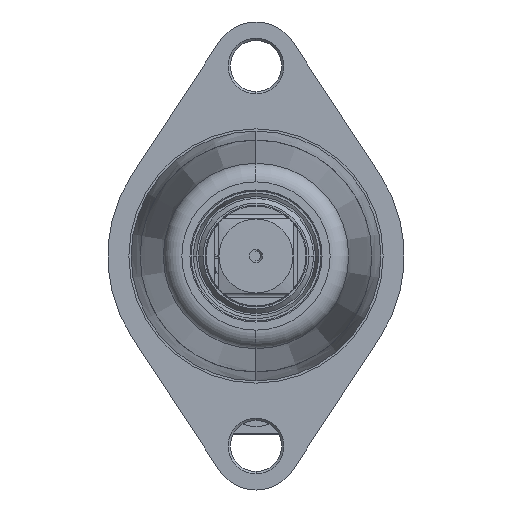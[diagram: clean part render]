
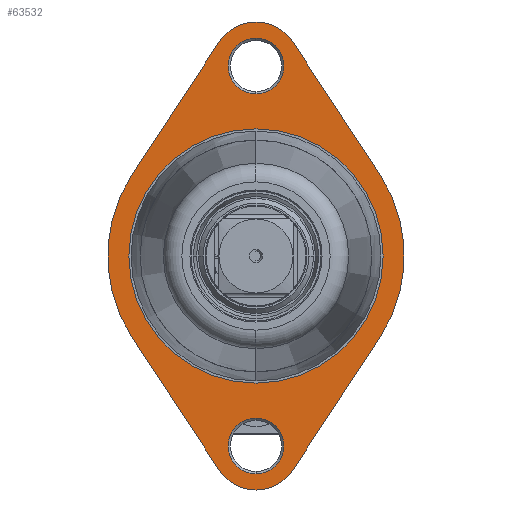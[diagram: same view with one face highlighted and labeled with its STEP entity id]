
A CAD part, left-side view. The second image highlights one B-rep face of the part: STEP entity #63532.
In plain terms, the highlighted planar face has unit normal (-1, 0, 0).
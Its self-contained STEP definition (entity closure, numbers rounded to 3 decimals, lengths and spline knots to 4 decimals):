
#61968=CARTESIAN_POINT('',(-20.6994,0.005,0.));
#61969=DIRECTION('',(-1.,0.,0.));
#61970=DIRECTION('',(0.,0.,1.));
#61971=AXIS2_PLACEMENT_3D('',#61968,#61969,#61970);
#61973=CARTESIAN_POINT('',(-20.6994,0.005,0.));
#61974=DIRECTION('',(-1.,0.,0.));
#61975=DIRECTION('',(0.,0.,-1.));
#61976=AXIS2_PLACEMENT_3D('',#61973,#61974,#61975);
#61978=CARTESIAN_POINT('',(-20.6994,0.005,-2.5625));
#61979=DIRECTION('',(1.,0.,0.));
#61980=DIRECTION('',(0.,-0.836,-0.549));
#61981=AXIS2_PLACEMENT_3D('',#61978,#61979,#61980);
#61983=DIRECTION('',(0.,-0.549,-0.836));
#61984=VECTOR('',#61983,2.1423);
#61985=CARTESIAN_POINT('',(-20.6994,1.6771,-1.0974));
#61986=LINE('',#61985,#61984);
#61987=CARTESIAN_POINT('',(-20.6994,0.005,0.));
#61988=DIRECTION('',(1.,0.,0.));
#61989=DIRECTION('',(0.,0.836,-0.549));
#61990=AXIS2_PLACEMENT_3D('',#61987,#61988,#61989);
#61992=DIRECTION('',(0.,0.549,-0.836));
#61993=VECTOR('',#61992,2.1423);
#61994=CARTESIAN_POINT('',(-20.6994,0.5016,2.8884));
#61995=LINE('',#61994,#61993);
#61996=CARTESIAN_POINT('',(-20.6994,0.005,2.5625));
#61997=DIRECTION('',(1.,0.,0.));
#61998=DIRECTION('',(0.,0.836,0.549));
#61999=AXIS2_PLACEMENT_3D('',#61996,#61997,#61998);
#62001=DIRECTION('',(0.,0.549,0.836));
#62002=VECTOR('',#62001,2.1423);
#62003=CARTESIAN_POINT('',(-20.6994,-1.6671,1.0974));
#62004=LINE('',#62003,#62002);
#62005=CARTESIAN_POINT('',(-20.6994,0.005,0.));
#62006=DIRECTION('',(1.,0.,0.));
#62007=DIRECTION('',(0.,-0.836,0.549));
#62008=AXIS2_PLACEMENT_3D('',#62005,#62006,#62007);
#62010=DIRECTION('',(0.,-0.549,0.836));
#62011=VECTOR('',#62010,2.1423);
#62012=CARTESIAN_POINT('',(-20.6994,-0.4916,-2.8884));
#62013=LINE('',#62012,#62011);
#63246=CARTESIAN_POINT('',(-20.6994,0.005,-2.5625));
#63247=DIRECTION('',(-1.,0.,0.));
#63248=DIRECTION('',(0.,0.,-1.));
#63249=AXIS2_PLACEMENT_3D('',#63246,#63247,#63248);
#63256=CARTESIAN_POINT('',(-20.6994,0.005,-2.5625));
#63257=DIRECTION('',(-1.,0.,0.));
#63258=DIRECTION('',(0.,0.,1.));
#63259=AXIS2_PLACEMENT_3D('',#63256,#63257,#63258);
#63274=CARTESIAN_POINT('',(-20.6994,0.005,2.5625));
#63275=DIRECTION('',(-1.,0.,0.));
#63276=DIRECTION('',(0.,0.,-1.));
#63277=AXIS2_PLACEMENT_3D('',#63274,#63275,#63276);
#63284=CARTESIAN_POINT('',(-20.6994,0.005,2.5625));
#63285=DIRECTION('',(-1.,0.,0.));
#63286=DIRECTION('',(0.,0.,1.));
#63287=AXIS2_PLACEMENT_3D('',#63284,#63285,#63286);
#63366=CARTESIAN_POINT('',(-20.6994,0.005,-1.715));
#63367=CARTESIAN_POINT('',(-20.6994,0.005,1.715));
#63368=VERTEX_POINT('',#63366);
#63369=VERTEX_POINT('',#63367);
#63370=CARTESIAN_POINT('',(-20.6994,-0.4916,-2.8884));
#63371=CARTESIAN_POINT('',(-20.6994,0.5016,-2.8884));
#63372=VERTEX_POINT('',#63370);
#63373=VERTEX_POINT('',#63371);
#63374=CARTESIAN_POINT('',(-20.6994,-1.6671,-1.0974));
#63375=VERTEX_POINT('',#63374);
#63376=CARTESIAN_POINT('',(-20.6994,-1.6671,1.0974));
#63377=VERTEX_POINT('',#63376);
#63378=CARTESIAN_POINT('',(-20.6994,-0.4916,2.8884));
#63379=VERTEX_POINT('',#63378);
#63380=CARTESIAN_POINT('',(-20.6994,0.5016,2.8884));
#63381=VERTEX_POINT('',#63380);
#63382=CARTESIAN_POINT('',(-20.6994,1.6771,1.0974));
#63383=VERTEX_POINT('',#63382);
#63384=CARTESIAN_POINT('',(-20.6994,1.6771,-1.0974));
#63385=VERTEX_POINT('',#63384);
#63418=CARTESIAN_POINT('',(-20.6994,0.005,-2.9375));
#63419=CARTESIAN_POINT('',(-20.6994,0.005,-2.1875));
#63420=VERTEX_POINT('',#63418);
#63421=VERTEX_POINT('',#63419);
#63426=CARTESIAN_POINT('',(-20.6994,0.005,2.1875));
#63427=CARTESIAN_POINT('',(-20.6994,0.005,2.9375));
#63428=VERTEX_POINT('',#63426);
#63429=VERTEX_POINT('',#63427);
#63491=CARTESIAN_POINT('',(-20.6994,0.005,0.));
#63492=DIRECTION('',(1.,0.,0.));
#63493=DIRECTION('',(0.,0.,1.));
#63494=AXIS2_PLACEMENT_3D('',#63491,#63492,#63493);
#63495=PLANE('',#63494);
#63497=ORIENTED_EDGE('',*,*,#63496,.T.);
#63499=ORIENTED_EDGE('',*,*,#63498,.F.);
#63501=ORIENTED_EDGE('',*,*,#63500,.T.);
#63503=ORIENTED_EDGE('',*,*,#63502,.F.);
#63505=ORIENTED_EDGE('',*,*,#63504,.T.);
#63507=ORIENTED_EDGE('',*,*,#63506,.F.);
#63509=ORIENTED_EDGE('',*,*,#63508,.T.);
#63511=ORIENTED_EDGE('',*,*,#63510,.F.);
#63512=EDGE_LOOP('',(#63497,#63499,#63501,#63503,#63505,#63507,#63509,#63511));
#63513=FACE_OUTER_BOUND('',#63512,.F.);
#63515=ORIENTED_EDGE('',*,*,#63514,.T.);
#63517=ORIENTED_EDGE('',*,*,#63516,.T.);
#63518=EDGE_LOOP('',(#63515,#63517));
#63519=FACE_BOUND('',#63518,.F.);
#63521=ORIENTED_EDGE('',*,*,#63520,.T.);
#63523=ORIENTED_EDGE('',*,*,#63522,.T.);
#63524=EDGE_LOOP('',(#63521,#63523));
#63525=FACE_BOUND('',#63524,.F.);
#63527=ORIENTED_EDGE('',*,*,#63526,.T.);
#63529=ORIENTED_EDGE('',*,*,#63528,.T.);
#63530=EDGE_LOOP('',(#63527,#63529));
#63531=FACE_BOUND('',#63530,.F.);
#63532=ADVANCED_FACE('',(#63513,#63519,#63525,#63531),#63495,.F.);
#61972=CIRCLE('',#61971,1.715);
#61977=CIRCLE('',#61976,1.715);
#61982=CIRCLE('',#61981,0.594);
#61991=CIRCLE('',#61990,2.);
#62000=CIRCLE('',#61999,0.594);
#62009=CIRCLE('',#62008,2.);
#63250=CIRCLE('',#63249,0.375);
#63260=CIRCLE('',#63259,0.375);
#63278=CIRCLE('',#63277,0.375);
#63288=CIRCLE('',#63287,0.375);
#63496=EDGE_CURVE('',#63372,#63373,#61982,.T.);
#63498=EDGE_CURVE('',#63385,#63373,#61986,.T.);
#63500=EDGE_CURVE('',#63385,#63383,#61991,.T.);
#63502=EDGE_CURVE('',#63381,#63383,#61995,.T.);
#63504=EDGE_CURVE('',#63381,#63379,#62000,.T.);
#63506=EDGE_CURVE('',#63377,#63379,#62004,.T.);
#63508=EDGE_CURVE('',#63377,#63375,#62009,.T.);
#63510=EDGE_CURVE('',#63372,#63375,#62013,.T.);
#63514=EDGE_CURVE('',#63369,#63368,#61972,.T.);
#63516=EDGE_CURVE('',#63368,#63369,#61977,.T.);
#63520=EDGE_CURVE('',#63421,#63420,#63260,.T.);
#63522=EDGE_CURVE('',#63420,#63421,#63250,.T.);
#63526=EDGE_CURVE('',#63429,#63428,#63288,.T.);
#63528=EDGE_CURVE('',#63428,#63429,#63278,.T.);
